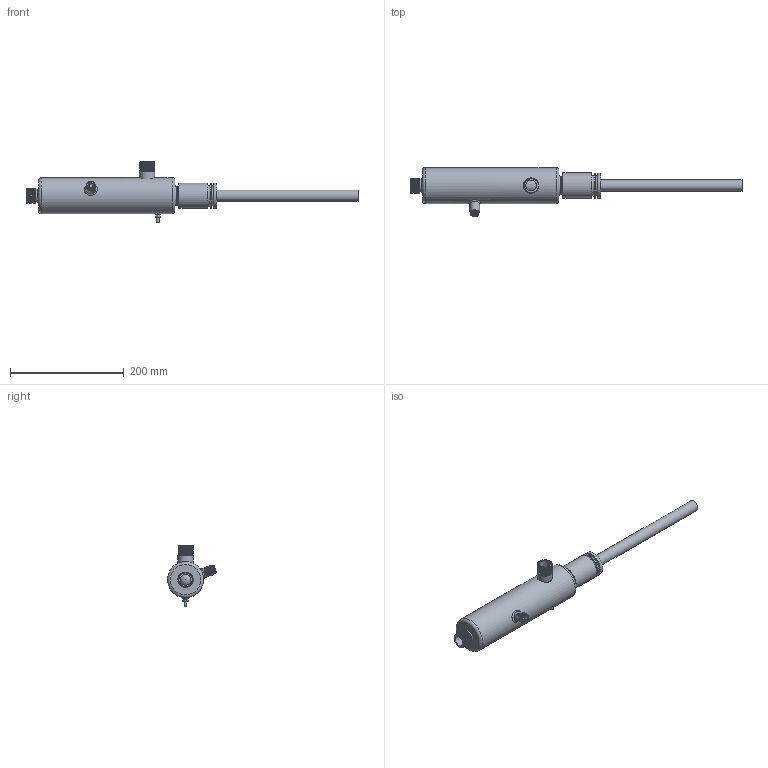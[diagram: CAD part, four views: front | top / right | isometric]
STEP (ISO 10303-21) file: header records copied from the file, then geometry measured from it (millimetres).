
FILE_DESCRIPTION(/* description */ ('STEP AP242','CAx-IF Rec.Pracs.---Representation and Presentation of Product Manufacturing Information (PMI)---4.0---2014-10-13','CAx-IF Rec.Pracs.---3D Tessellated Geometry---0.4---2014-09-14','2;1','CAx-IF Rec.Pracs.---User Defined Attributes---1.5---2016-08-15'),/* implementation_level */ '2;1');
FILE_NAME(/* name */ '691a8ef9cb85619cd6ddd86e',/* time_stamp */ '2025-11-17T02:57:01Z',/* author */ (''),/* organization */ (''),/* preprocessor_version */ 'ST-DEVELOPER v20',/* originating_system */ 'ONSHAPE BY PTC INC, 1.206',/* authorisation */ ' ');
FILE_SCHEMA (('AP242_MANAGED_MODEL_BASED_3D_ENGINEERING_MIM_LF { 1 0 10303 442 1 1 4 }'));
Products named in the file (28): BSP Reactor; CIS025025-2.5-3/4B; Pin; Filament; Wire; Ceramic; Glass; Ring; Service Space; Plain washer normal grade A M5; Quartz Thimble; Viewport Stack <1>; Polycarbonate Window; Bush Brass; Pyrex Window; Orings <1>; O-ring -109 (7.59 x 2.62); Sealing Nut; Hex nut grade A & B M5x0.8; Teflon Cushion; O-ring -213 (23.39 x 3.53)
Assembly tree (27 placements, depth 4):
  BSP Reactor
    CIS025025-2.5-3/4B
    Pin
    Filament
    Wire
    Pin
    Wire
    Filament
    Pin
    Ceramic
    Glass
    Pin
    Ceramic
    Ring
    Service Space
    Plain washer normal grade A M5
    Quartz Thimble
    Viewport Stack <1>
      Polycarbonate Window
      Bush Brass
      Pyrex Window
      Orings <1>
        O-ring -109 (7.59 x 2.62)
    Sealing Nut
    Hex nut grade A & B M5x0.8
    Teflon Cushion
    Orings <1>
      O-ring -213 (23.39 x 3.53)
Bounding box: 584 x 86.14 x 106.55 mm (x, y, z)
Volume: 321726.8 mm3; surface area: 220038.1 mm2
Topology: 24 solids, 24 shells, 1989 faces, 5353 edges, 3558 vertices
Faces by surface type: bspline 968, plane 737, cylinder 250, torus 16, cone 12, sphere 6
Full cylindrical faces by diameter (mm): 1 x4, 1.5 x2, 2.3 x4, 2.5 x3, 4.134 x1, 4.55 x1, 5 x1, 8 x2, 8.4 x1, 10 x1, 11 x1, 12 x2, 15 x4, 17 x1, 18.5 x2, 19 x1, 19.05 x2, 20 x1, 22 x3, 23.05 x1, 24.5 x1, 25 x1, 25.8 x1, 26.8 x1, 28 x1, 28.9 x1, 30 x1, 34.8 x1, 44 x2, 44.25 x1
Entity records: 79509 total; most frequent: CARTESIAN_POINT 38179, ORIENTED_EDGE 10462, EDGE_CURVE 5231, DIRECTION 4818, VERTEX_POINT 3528, B_SPLINE_CURVE_WITH_KNOTS 3301, FACE_BOUND 2247, EDGE_LOOP 2242
